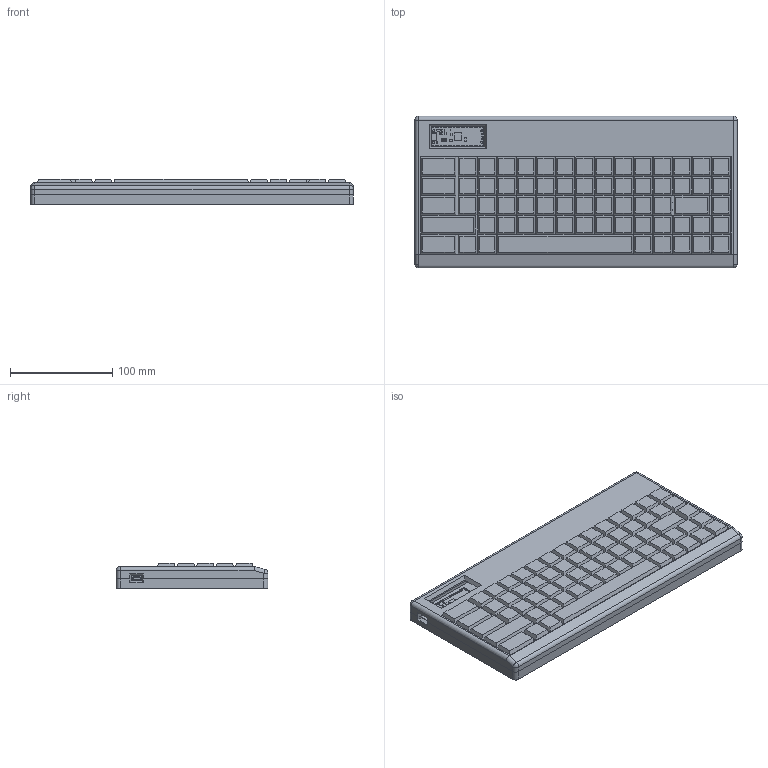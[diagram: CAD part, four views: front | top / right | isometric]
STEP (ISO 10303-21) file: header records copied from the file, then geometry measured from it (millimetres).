
FILE_DESCRIPTION(/* description */ ('STEP AP242 Edition 2','CAx-IF Rec.Pracs.---Representation and Presentation of Product Manufacturing Information (PMI)---4.0---2014-10-13','CAx-IF Rec.Pracs.---3D Tessellated Geometry---0.4---2014-09-14','2;1','CAx-IF Rec.Pracs.---User Defined Attributes---1.5---2016-08-15'),/* implementation_level */ '2;1');
FILE_NAME(/* name */ '692d3c65dcc87949fe6b01e0',/* time_stamp */ '2025-12-01T06:57:43Z',/* author */ (''),/* organization */ (''),/* preprocessor_version */ 'ST-DEVELOPER v20',/* originating_system */ 'ONSHAPE BY PTC INC, 1.207',/* authorisation */ ' ');
FILE_SCHEMA (('AP242_MANAGED_MODEL_BASED_3D_ENGINEERING_MIM_LF { 1 0 10303 442 3 1 4 }'));
Products named in the file (37): KiCad 1 1; Part 1; KiCad 1_PCB; Part 2; b23b2af1c99153fe488ddd7cfa8304c6e30416d8_mx_ <1>; MX ? ??����_���?_
_; MX�� ���� �ײ� �̡�2
__Ĭ��_��2____��_; ?�?__??__��_; MX? ?�LEDLEDLED; MX �� ������_��_
__��1; RP-006426-DD-A-Raspberry Pi Pico 2 3D CAD Model R5 24 07 24 <1>; PICO_REF_SWITCH; PICO_REF_BOARD; PICO_REF_COMP_7; PICO_REF_USB; PICO_REF_COMP_2; PICO_REF_COMP_5; PICO_REF_INDUCTOR; PICO_REF_COMP_3; PICO_REF_COMP_6; PICO_REF_COMP_4; PICO_REF_MICROCONTROLLER; PICO_REF_COMP_1; PICO_REF_LED
Assembly tree (100 placements, depth 3):
  KiCad 1 1
    Part 1  x60
    Part 1
    Part 1  x5
    KiCad 1_PCB
    Part 1
    Part 2
    Part 1
    b23b2af1c99153fe488ddd7cfa8304c6e30416d8_mx_ <1>
      MX ? ??����_���?_
_
      MX�� ���� �ײ� �̡�2
__Ĭ��_��2____��_
      ?�?__??__��_
      MX? ?�LEDLEDLED
      MX? ?�LEDLEDLED
      MX? ?�LEDLEDLED
      MX? ?�LEDLEDLED
      ?�?__??__��_
      MX? ?�LEDLEDLED
      MX �� ������_��_
__��1
    RP-006426-DD-A-Raspberry Pi Pico 2 3D CAD Model R5 24 07 24 <1>
      PICO_REF_SWITCH
      PICO_REF_BOARD
      PICO_REF_COMP_7
      PICO_REF_USB
      PICO_REF_COMP_2
      PICO_REF_COMP_5
      PICO_REF_USB
      PICO_REF_USB
      PICO_REF_INDUCTOR
      PICO_REF_COMP_3  x2
      PICO_REF_COMP_6
      PICO_REF_COMP_4
      PICO_REF_USB
      PICO_REF_USB
      PICO_REF_MICROCONTROLLER
      PICO_REF_COMP_1
      PICO_REF_LED
Bounding box: 315.18 x 148.49 x 24.59 mm (x, y, z)
Volume: 413604.5 mm3; surface area: 335360.6 mm2
Topology: 98 solids, 98 shells, 4398 faces, 11104 edges, 7004 vertices
Faces by surface type: plane 2665, cylinder 1320, torus 233, sphere 116, bspline 59, cone 5
Full cylindrical faces by diameter (mm): 0.8 x136, 1 x43, 1.02 x43, 1.5 x134, 1.6 x4, 1.75 x134, 2 x1, 2.1 x4, 2.6 x1, 3 x1, 3.8 x1, 4 x67, 4.8 x1, 5.7 x4, 6 x4, 6.3 x3
Entity records: 78180 total; most frequent: CARTESIAN_POINT 14007, DIRECTION 13674, ORIENTED_EDGE 11654, EDGE_CURVE 5827, AXIS2_PLACEMENT_3D 5399, EDGE_LOOP 4346, FACE_BOUND 4346, VERTEX_POINT 3957
